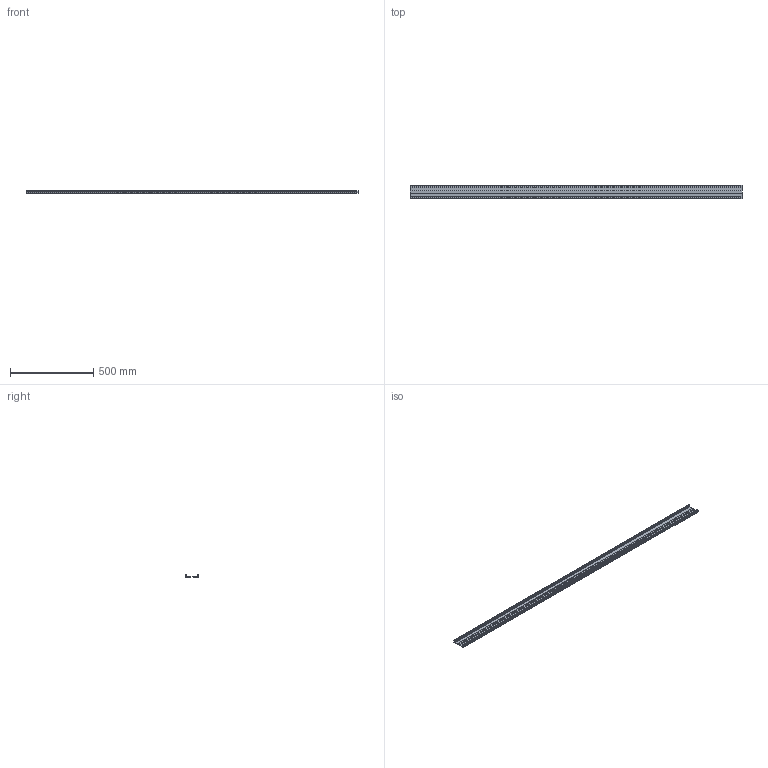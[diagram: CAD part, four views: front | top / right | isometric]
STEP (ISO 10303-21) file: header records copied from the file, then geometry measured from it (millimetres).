
FILE_DESCRIPTION(('CATIA V5 STEP Exchange','CAx-IF Rec.Pracs.--- Model Styling and Organization---1.4--- 2014-01-23'),'2;1');
FILE_NAME ('D1401407_1', '2019-12-11T14:10:48+00:00', ('none'), ('Weidmueller'), 'CATIA Version 5-6 Release 2016 SP3 HF44', 'CATIA V5 STEP AP214', 'none');
FILE_SCHEMA(('AUTOMOTIVE_DESIGN { 1 0 10303 214 1 1 1 1 }'));
Length unit declared in the file: millimetre
Products named in the file (1): 4157440000
Bounding box: 2000 x 84 x 15.7 mm (x, y, z)
Volume: 612328.4 mm3; surface area: 659691.2 mm2
Topology: 1 solids, 1 shells, 127 faces, 375 edges, 250 vertices
Faces by surface type: plane 93, cylinder 34
Entity records: 4193 total; most frequent: ORIENTED_EDGE 750, CARTESIAN_POINT 729, DIRECTION 581, EDGE_CURVE 375, VECTOR 307, LINE 307, VERTEX_POINT 250, AXIS2_PLACEMENT_3D 172
